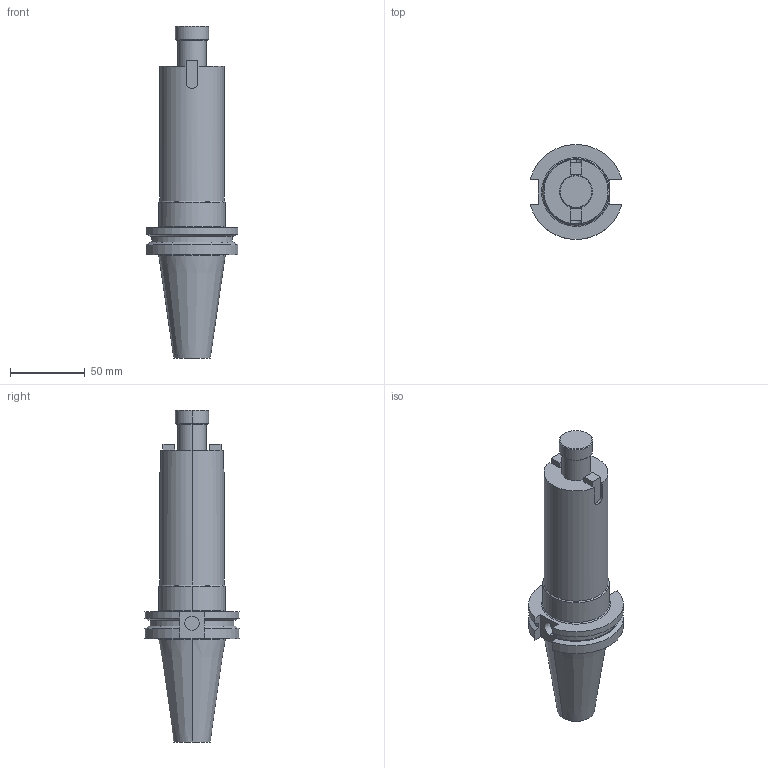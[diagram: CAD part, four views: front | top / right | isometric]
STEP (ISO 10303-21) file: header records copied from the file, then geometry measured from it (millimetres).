
FILE_DESCRIPTION (( 'STEP AP203' ), '1' );
FILE_NAME ('STP-5043-151-A48-500-1(SATE-43.151.64.500).STEP', '2021-06-10T02:19:57', ( '' ), ( '' ), 'SwSTEP 2.0', 'SolidWorks 2017', '' );
FILE_SCHEMA (( 'CONFIG_CONTROL_DESIGN' ));
Length unit declared in the file: millimetre
Products named in the file (1): STP-5043-151-A48-500-1(SATE-43.151.64.500)
Bounding box: 61.35 x 63.26 x 222.1 mm (x, y, z)
Volume: 275769.6 mm3; surface area: 37158.3 mm2
Topology: 3 solids, 3 shells, 80 faces, 190 edges, 120 vertices
Faces by surface type: plane 35, cylinder 28, cone 14, torus 2, bspline 1
Entity records: 2479 total; most frequent: CARTESIAN_POINT 531, DIRECTION 405, ORIENTED_EDGE 376, EDGE_CURVE 188, AXIS2_PLACEMENT_3D 150, VERTEX_POINT 120, LINE 105, VECTOR 105
